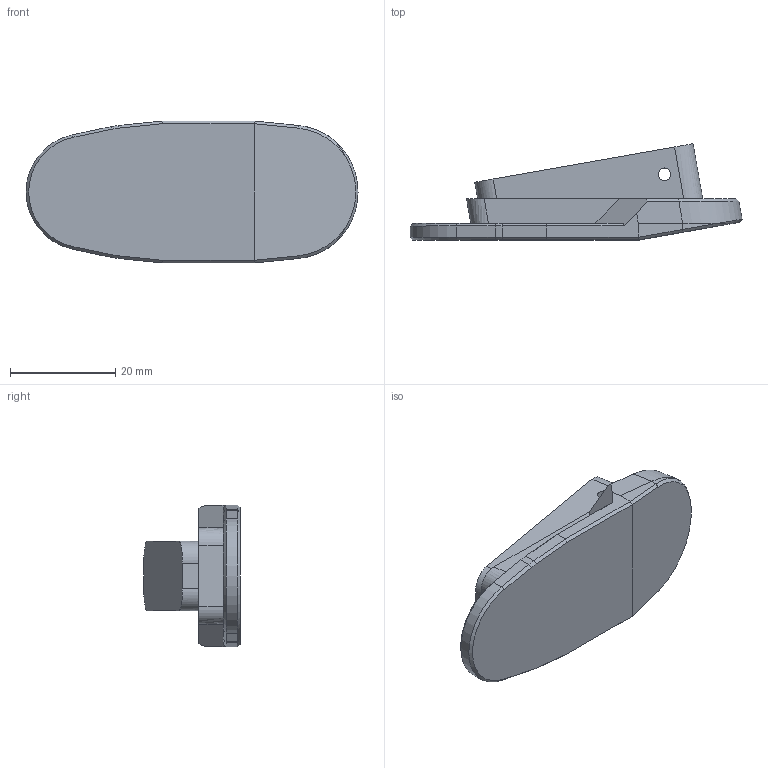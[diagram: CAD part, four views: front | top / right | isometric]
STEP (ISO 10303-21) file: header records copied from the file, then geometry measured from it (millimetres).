
FILE_DESCRIPTION(/* description */ (''),/* implementation_level */ '2;1');
FILE_NAME(/* name */ 'MAG_BOTTOM_UNDERSIZE[1.1].step',/* time_stamp */ '2021-03-01T08:38:39-05:00',/* author */ (''),/* organization */ (''),/* preprocessor_version */ 'ST-DEVELOPER v18.1',/* originating_system */ 'Autodesk Translation Framework v9.7.0.1280',/* authorisation */ '');
FILE_SCHEMA (('AUTOMOTIVE_DESIGN { 1 0 10303 214 3 1 1 }'));
Length unit declared in the file: millimetre
Products named in the file (1): MAG_BOTTOM_UNDERSIZE[1.1]
Bounding box: 63.12 x 18.31 x 26.99 mm (x, y, z)
Volume: 12577.6 mm3; surface area: 4661.7 mm2
Topology: 1 solids, 1 shells, 73 faces, 188 edges, 118 vertices
Faces by surface type: plane 40, bspline 21, cone 6, cylinder 6
Full cylindrical faces by diameter (mm): 2.381 x1
Entity records: 2478 total; most frequent: CARTESIAN_POINT 765, ORIENTED_EDGE 376, DIRECTION 304, EDGE_CURVE 188, LINE 126, VECTOR 126, VERTEX_POINT 118, AXIS2_PLACEMENT_3D 89
